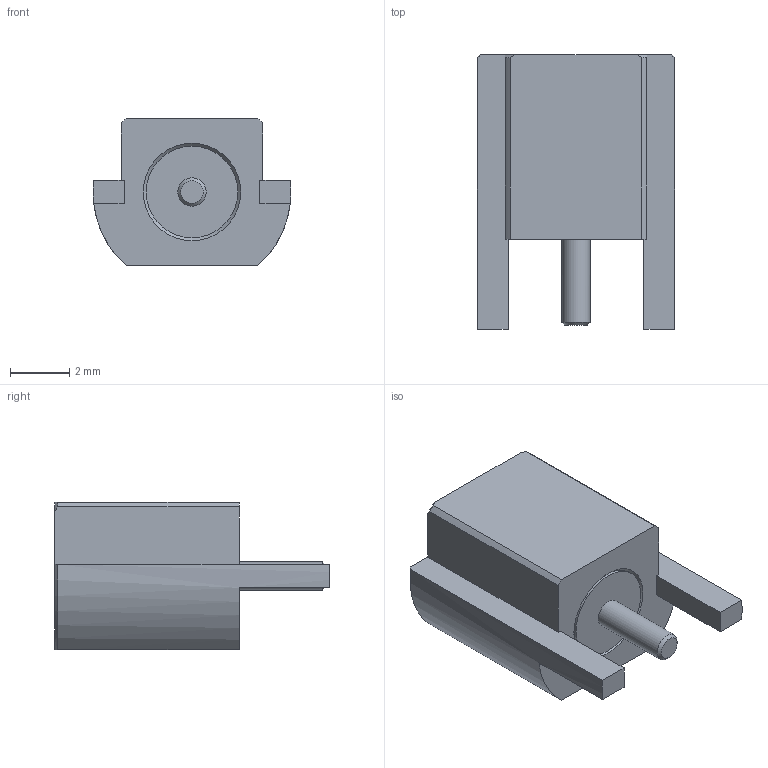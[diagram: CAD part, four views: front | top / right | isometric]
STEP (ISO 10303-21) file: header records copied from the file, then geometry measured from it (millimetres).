
FILE_DESCRIPTION( ( 'STEP AP214' ), '1' );
FILE_NAME( 'MCX-J-P-H-ST-EM1.stp', '2020-09-27T20:06:16', ( 'License CC BY-ND 4.0' ), ( 'CADENAS' ), ' ', 'PARTsolutions', ' ' );
FILE_SCHEMA( ( 'AUTOMOTIVE_DESIGN { 1 0 10303 214 1 1 1 1 }' ) );
Length unit declared in the file: millimetre
Products named in the file (4): MCX-J-P-H-ST-EM1; _MCX-J-P-H-ST-EM1_s; _MCX-J-P-H-ST-EM1_i; _MCX-J-P-H-ST-EM1_p
Assembly tree (3 placements, depth 2):
  MCX-J-P-H-ST-EM1
    _MCX-J-P-H-ST-EM1_s
    _MCX-J-P-H-ST-EM1_i
    _MCX-J-P-H-ST-EM1_p
Bounding box: 6.69 x 9.3 x 5 mm (x, y, z)
Volume: 147.5 mm3; surface area: 360.9 mm2
Topology: 3 solids, 3 shells, 56 faces, 129 edges, 82 vertices
Faces by surface type: plane 29, cylinder 14, cone 13
Full cylindrical faces by diameter (mm): 0.57 x1, 0.96 x2, 1.88 x1, 2.7 x1, 2.75 x1, 3.1 x2, 3.45 x1, 3.68 x1
Entity records: 2016 total; most frequent: CARTESIAN_POINT 277, DIRECTION 276, ORIENTED_EDGE 218, AXIS2_PLACEMENT_3D 115, EDGE_CURVE 109, EDGE_LOOP 78, VERTEX_POINT 78, FACE_OUTER_BOUND 66
